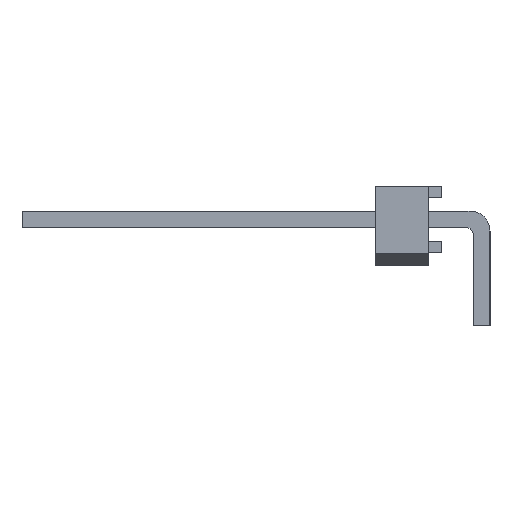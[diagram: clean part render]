
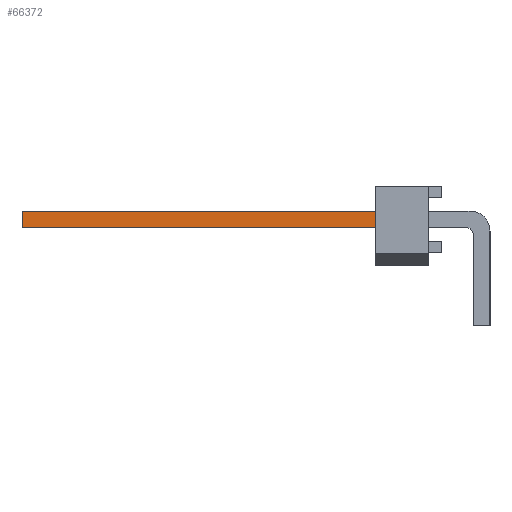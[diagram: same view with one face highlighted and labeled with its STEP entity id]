
A CAD part, left-side view. The second image highlights one B-rep face of the part: STEP entity #66372.
In plain terms, the highlighted face is planar.
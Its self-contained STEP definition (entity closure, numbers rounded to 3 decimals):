
#63619 = VERTEX_POINT('',#63620);
#63620 = CARTESIAN_POINT('',(54.928,17.526,-0.318));
#63626 = EDGE_CURVE('',#63627,#63619,#63629,.T.);
#63627 = VERTEX_POINT('',#63628);
#63628 = CARTESIAN_POINT('',(54.928,2.921,-0.318));
#63629 = LINE('',#63630,#63631);
#63630 = CARTESIAN_POINT('',(54.928,0.445,-0.318));
#63631 = VECTOR('',#63632,1.);
#63632 = DIRECTION('',(0.,1.,0.));
#65379 = VERTEX_POINT('',#65380);
#65380 = CARTESIAN_POINT('',(54.928,2.921,0.318));
#65386 = EDGE_CURVE('',#65387,#65379,#65389,.T.);
#65387 = VERTEX_POINT('',#65388);
#65388 = CARTESIAN_POINT('',(54.928,17.526,0.318));
#65389 = LINE('',#65390,#65391);
#65390 = CARTESIAN_POINT('',(54.928,17.526,0.318));
#65391 = VECTOR('',#65392,1.);
#65392 = DIRECTION('',(0.,-1.,0.));
#66361 = EDGE_CURVE('',#63619,#65387,#66362,.T.);
#66362 = LINE('',#66363,#66364);
#66363 = CARTESIAN_POINT('',(54.928,17.526,-0.318));
#66364 = VECTOR('',#66365,1.);
#66365 = DIRECTION('',(0.,0.,1.));
#66372 = ADVANCED_FACE('',(#66373),#66384,.T.);
#66373 = FACE_BOUND('',#66374,.T.);
#66374 = EDGE_LOOP('',(#66375,#66376,#66382,#66383));
#66375 = ORIENTED_EDGE('',*,*,#65386,.T.);
#66376 = ORIENTED_EDGE('',*,*,#66377,.T.);
#66377 = EDGE_CURVE('',#65379,#63627,#66378,.T.);
#66378 = LINE('',#66379,#66380);
#66379 = CARTESIAN_POINT('',(54.928,2.921,0.445));
#66380 = VECTOR('',#66381,1.);
#66381 = DIRECTION('',(0.,0.,-1.));
#66382 = ORIENTED_EDGE('',*,*,#63626,.T.);
#66383 = ORIENTED_EDGE('',*,*,#66361,.T.);
#66384 = PLANE('',#66385);
#66385 = AXIS2_PLACEMENT_3D('',#66386,#66387,#66388);
#66386 = CARTESIAN_POINT('',(54.928,0.445,0.445));
#66387 = DIRECTION('',(1.,0.,0.));
#66388 = DIRECTION('',(0.,0.,-1.));
